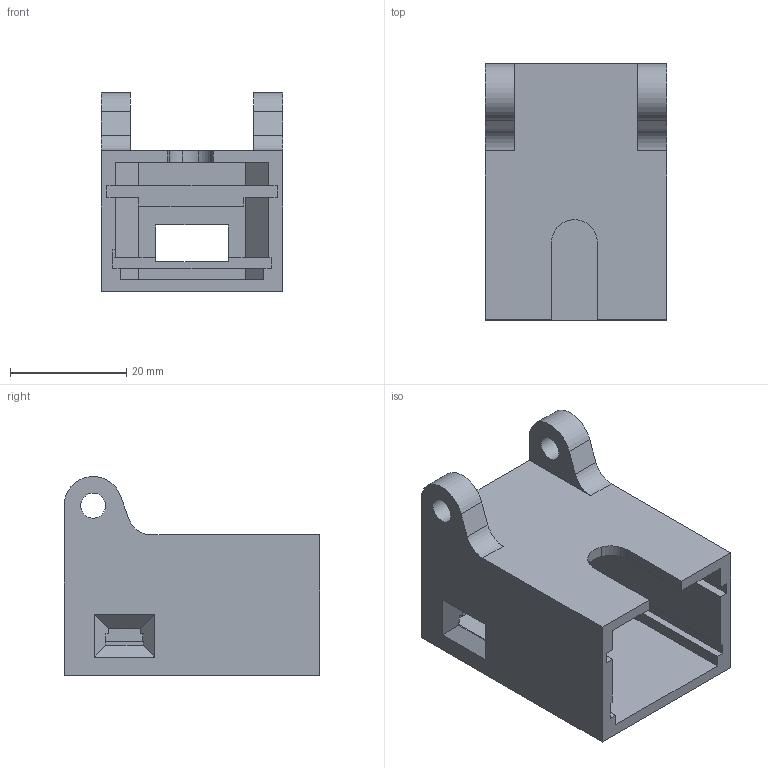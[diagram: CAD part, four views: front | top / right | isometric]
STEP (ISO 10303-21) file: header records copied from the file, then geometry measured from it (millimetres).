
FILE_DESCRIPTION(/* description */ (''),/* implementation_level */ '2;1');
FILE_NAME(/* name */ 'WiFiCam CASE.step',/* time_stamp */ '2024-02-23T15:31:15-05:00',/* author */ (''),/* organization */ (''),/* preprocessor_version */ 'ST-DEVELOPER v20',/* originating_system */ 'Autodesk Translation Framework v12.20.1.177',/* authorisation */ '');
FILE_SCHEMA (('AUTOMOTIVE_DESIGN { 1 0 10303 214 3 1 1 }'));
Length unit declared in the file: millimetre
Products named in the file (1): CAM Case
Bounding box: 31.3 x 44 x 34.2 mm (x, y, z)
Volume: 11484.3 mm3; surface area: 10953.3 mm2
Topology: 1 solids, 1 shells, 69 faces, 206 edges, 137 vertices
Faces by surface type: plane 58, cylinder 8, bspline 3
Full cylindrical faces by diameter (mm): 4.3 x2
Entity records: 2432 total; most frequent: CARTESIAN_POINT 540, ORIENTED_EDGE 412, DIRECTION 350, EDGE_CURVE 206, LINE 184, VECTOR 184, VERTEX_POINT 137, AXIS2_PLACEMENT_3D 83
